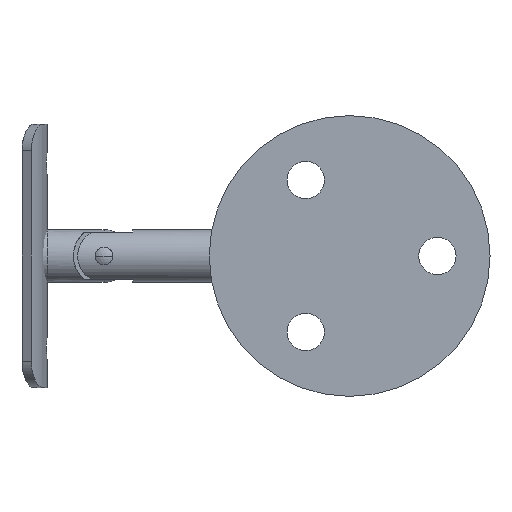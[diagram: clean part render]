
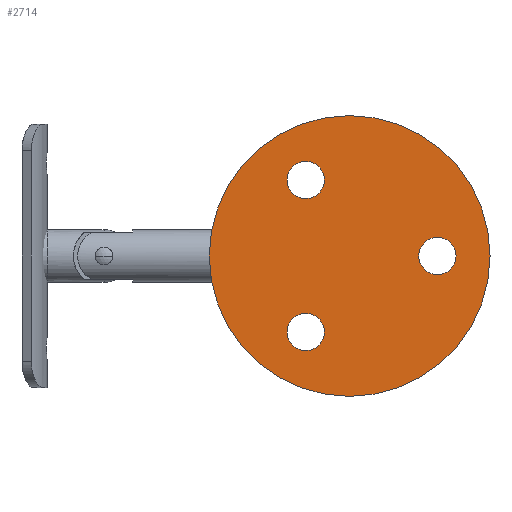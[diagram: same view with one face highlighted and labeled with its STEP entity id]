
A CAD part, left-side view. The second image highlights one B-rep face of the part: STEP entity #2714.
In plain terms, the highlighted planar face has unit normal (-1, 0, 0).
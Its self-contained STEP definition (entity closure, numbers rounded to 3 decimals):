
#59 = ORIENTED_EDGE ( 'NONE', *, *, #807, .F. ) ;
#89 = ORIENTED_EDGE ( 'NONE', *, *, #1364, .T. ) ;
#117 = CIRCLE ( 'NONE', #2319, 4.25 ) ;
#122 = EDGE_CURVE ( 'NONE', #2649, #1659, #1551, .T. ) ;
#130 = CARTESIAN_POINT ( 'NONE',  ( 0., 10., -17.321 ) ) ;
#144 = VERTEX_POINT ( 'NONE', #2316 ) ;
#245 = VERTEX_POINT ( 'NONE', #1203 ) ;
#305 = DIRECTION ( 'NONE',  ( 0., 0., -1. ) ) ;
#348 = CIRCLE ( 'NONE', #841, 32. ) ;
#405 = DIRECTION ( 'NONE',  ( 0., 0., -1. ) ) ;
#426 = ORIENTED_EDGE ( 'NONE', *, *, #2629, .T. ) ;
#503 = CARTESIAN_POINT ( 'NONE',  ( 0., 10., -17.321 ) ) ;
#617 = ORIENTED_EDGE ( 'NONE', *, *, #2748, .T. ) ;
#626 = VERTEX_POINT ( 'NONE', #2455 ) ;
#635 = CARTESIAN_POINT ( 'NONE',  ( 0., 10., 17.321 ) ) ;
#684 = EDGE_CURVE ( 'NONE', #1659, #2649, #117, .T. ) ;
#786 = CARTESIAN_POINT ( 'NONE',  ( 0., 10., -13.071 ) ) ;
#807 = EDGE_CURVE ( 'NONE', #626, #2175, #348, .T. ) ;
#841 = AXIS2_PLACEMENT_3D ( 'NONE', #1037, #1290, #405 ) ;
#865 = DIRECTION ( 'NONE',  ( 1., 0., 0. ) ) ;
#891 = CIRCLE ( 'NONE', #2486, 4.25 ) ;
#948 = CIRCLE ( 'NONE', #2770, 4.25 ) ;
#963 = CARTESIAN_POINT ( 'NONE',  ( 0., 10., 21.571 ) ) ;
#969 = CARTESIAN_POINT ( 'NONE',  ( 0., 10., 17.321 ) ) ;
#972 = VERTEX_POINT ( 'NONE', #963 ) ;
#994 = CARTESIAN_POINT ( 'NONE',  ( 0., -20., 0. ) ) ;
#1037 = CARTESIAN_POINT ( 'NONE',  ( 0., 0., 0. ) ) ;
#1068 = PLANE ( 'NONE',  #2633 ) ;
#1188 = EDGE_LOOP ( 'NONE', ( #59, #2115 ) ) ;
#1203 = CARTESIAN_POINT ( 'NONE',  ( 0., -20., -4.25 ) ) ;
#1217 = CIRCLE ( 'NONE', #2351, 4.25 ) ;
#1224 = FACE_OUTER_BOUND ( 'NONE', #1188, .T. ) ;
#1263 = CARTESIAN_POINT ( 'NONE',  ( 0., 10., 13.071 ) ) ;
#1274 = DIRECTION ( 'NONE',  ( 1., 0., 0. ) ) ;
#1290 = DIRECTION ( 'NONE',  ( 1., 0., 0. ) ) ;
#1364 = EDGE_CURVE ( 'NONE', #1440, #972, #891, .T. ) ;
#1368 = DIRECTION ( 'NONE',  ( 0., 0., -1. ) ) ;
#1439 = FACE_BOUND ( 'NONE', #2449, .T. ) ;
#1440 = VERTEX_POINT ( 'NONE', #1263 ) ;
#1551 = CIRCLE ( 'NONE', #2372, 4.25 ) ;
#1611 = CARTESIAN_POINT ( 'NONE',  ( 0., 0., -32. ) ) ;
#1625 = DIRECTION ( 'NONE',  ( 1., 0., 0. ) ) ;
#1652 = EDGE_CURVE ( 'NONE', #245, #144, #2030, .T. ) ;
#1659 = VERTEX_POINT ( 'NONE', #786 ) ;
#1726 = EDGE_CURVE ( 'NONE', #2175, #626, #1942, .T. ) ;
#1727 = ORIENTED_EDGE ( 'NONE', *, *, #684, .T. ) ;
#1736 = DIRECTION ( 'NONE',  ( 0., 0., -1. ) ) ;
#1750 = DIRECTION ( 'NONE',  ( 1., 0., 0. ) ) ;
#1755 = AXIS2_PLACEMENT_3D ( 'NONE', #994, #1876, #1861 ) ;
#1836 = DIRECTION ( 'NONE',  ( 1., 0., 0. ) ) ;
#1861 = DIRECTION ( 'NONE',  ( 0., 0., -1. ) ) ;
#1864 = FACE_BOUND ( 'NONE', #2454, .T. ) ;
#1876 = DIRECTION ( 'NONE',  ( 1., 0., 0. ) ) ;
#1942 = CIRCLE ( 'NONE', #2395, 32. ) ;
#2030 = CIRCLE ( 'NONE', #1755, 4.25 ) ;
#2048 = ORIENTED_EDGE ( 'NONE', *, *, #122, .T. ) ;
#2052 = CARTESIAN_POINT ( 'NONE',  ( 0., -20., 0. ) ) ;
#2093 = FACE_BOUND ( 'NONE', #2188, .T. ) ;
#2115 = ORIENTED_EDGE ( 'NONE', *, *, #1726, .F. ) ;
#2175 = VERTEX_POINT ( 'NONE', #1611 ) ;
#2183 = ORIENTED_EDGE ( 'NONE', *, *, #1652, .T. ) ;
#2188 = EDGE_LOOP ( 'NONE', ( #89, #617 ) ) ;
#2316 = CARTESIAN_POINT ( 'NONE',  ( 0., -20., 4.25 ) ) ;
#2319 = AXIS2_PLACEMENT_3D ( 'NONE', #503, #2677, #1368 ) ;
#2329 = DIRECTION ( 'NONE',  ( 0., 0., -1. ) ) ;
#2346 = CARTESIAN_POINT ( 'NONE',  ( 0., 0., 0. ) ) ;
#2351 = AXIS2_PLACEMENT_3D ( 'NONE', #2052, #1625, #305 ) ;
#2372 = AXIS2_PLACEMENT_3D ( 'NONE', #130, #865, #2329 ) ;
#2377 = DIRECTION ( 'NONE',  ( 0., 0., -1. ) ) ;
#2395 = AXIS2_PLACEMENT_3D ( 'NONE', #2346, #2793, #1736 ) ;
#2449 = EDGE_LOOP ( 'NONE', ( #2048, #1727 ) ) ;
#2454 = EDGE_LOOP ( 'NONE', ( #2183, #426 ) ) ;
#2455 = CARTESIAN_POINT ( 'NONE',  ( 0., 0., 32. ) ) ;
#2486 = AXIS2_PLACEMENT_3D ( 'NONE', #969, #1836, #2713 ) ;
#2629 = EDGE_CURVE ( 'NONE', #144, #245, #1217, .T. ) ;
#2633 = AXIS2_PLACEMENT_3D ( 'NONE', #2836, #1750, #2377 ) ;
#2649 = VERTEX_POINT ( 'NONE', #2674 ) ;
#2674 = CARTESIAN_POINT ( 'NONE',  ( 0., 10., -21.571 ) ) ;
#2677 = DIRECTION ( 'NONE',  ( 1., 0., 0. ) ) ;
#2713 = DIRECTION ( 'NONE',  ( 0., 0., -1. ) ) ;
#2714 = ADVANCED_FACE ( 'NONE', ( #1439, #2093, #1864, #1224 ), #1068, .F. ) ;
#2748 = EDGE_CURVE ( 'NONE', #972, #1440, #948, .T. ) ;
#2770 = AXIS2_PLACEMENT_3D ( 'NONE', #635, #1274, #2824 ) ;
#2793 = DIRECTION ( 'NONE',  ( 1., 0., 0. ) ) ;
#2824 = DIRECTION ( 'NONE',  ( 0., 0., -1. ) ) ;
#2836 = CARTESIAN_POINT ( 'NONE',  ( 0., 0., 0. ) ) ;
